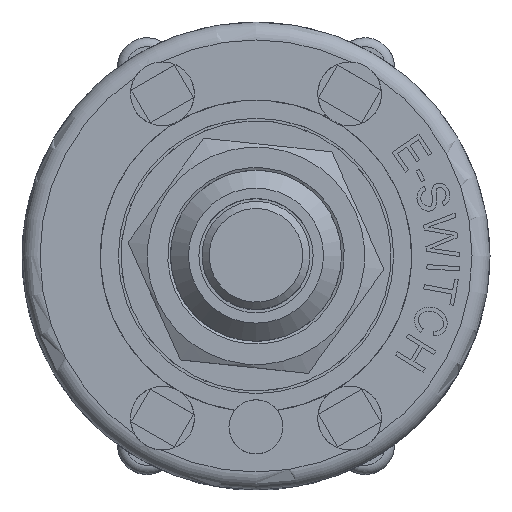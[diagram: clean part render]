
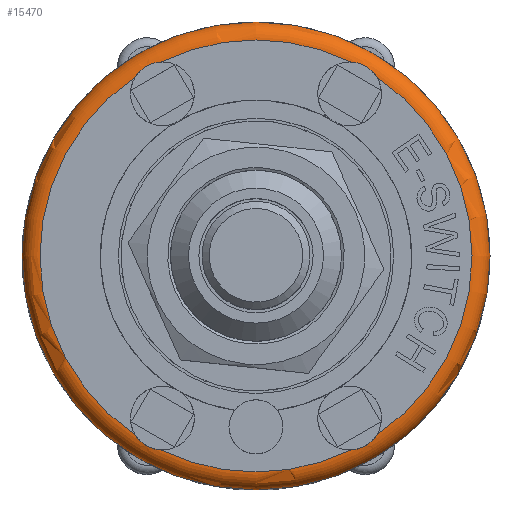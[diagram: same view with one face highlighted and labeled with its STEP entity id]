
A CAD part, top view. The second image highlights one B-rep face of the part: STEP entity #15470.
In plain terms, the highlighted toroidal (fillet/blend) face has major radius 12 mm and minor radius 1 mm.
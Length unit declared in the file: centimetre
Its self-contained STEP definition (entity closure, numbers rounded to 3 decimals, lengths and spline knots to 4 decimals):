
#28=TOROIDAL_SURFACE('',#16339,1.2,0.1);
#683=B_SPLINE_CURVE_WITH_KNOTS('',3,(#26500,#26501,#26502,#26503,#26504,
#26505,#26506,#26507,#26508,#26509,#26510,#26511),.UNSPECIFIED.,.F.,.F.,
(4,2,2,2,2,4),(-0.2692,-0.2446,-0.216,
-0.1921,-0.1645,-0.1357),.UNSPECIFIED.);
#684=B_SPLINE_CURVE_WITH_KNOTS('',3,(#26523,#26524,#26525,#26526,#26527,
#26528,#26529,#26530,#26531,#26532,#26533,#26534),.UNSPECIFIED.,.F.,.F.,
(4,2,2,2,2,4),(-0.2692,-0.2446,-0.216,
-0.1921,-0.1645,-0.1357),.UNSPECIFIED.);
#685=B_SPLINE_CURVE_WITH_KNOTS('',3,(#26551,#26552,#26553,#26554,#26555,
#26556,#26557,#26558,#26559,#26560,#26561,#26562),.UNSPECIFIED.,.F.,.F.,
(4,2,2,2,2,4),(-0.2692,-0.2446,-0.216,
-0.1921,-0.1645,-0.1357),.UNSPECIFIED.);
#686=B_SPLINE_CURVE_WITH_KNOTS('',3,(#26584,#26585,#26586,#26587,#26588,
#26589,#26590,#26591,#26592,#26593,#26594,#26595),.UNSPECIFIED.,.F.,.F.,
(4,2,2,2,2,4),(-0.2692,-0.2446,-0.216,
-0.1921,-0.1645,-0.1357),.UNSPECIFIED.);
#949=CIRCLE('',#16292,1.3);
#976=CIRCLE('',#16340,0.1);
#977=CIRCLE('',#16341,1.2);
#978=CIRCLE('',#16342,1.2);
#979=CIRCLE('',#16343,1.2);
#980=CIRCLE('',#16344,1.2);
#981=CIRCLE('',#16345,1.2);
#1769=FACE_OUTER_BOUND('',#2688,.T.);
#2688=EDGE_LOOP('',(#13742,#13743,#13744,#13745,#13746,#13747,#13748,#13749,
#13750,#13751,#13752,#13753));
#7378=VERTEX_POINT('',#26462);
#7386=VERTEX_POINT('',#26498);
#7387=VERTEX_POINT('',#26499);
#7390=VERTEX_POINT('',#26521);
#7391=VERTEX_POINT('',#26522);
#7396=VERTEX_POINT('',#26549);
#7397=VERTEX_POINT('',#26550);
#7404=VERTEX_POINT('',#26582);
#7405=VERTEX_POINT('',#26583);
#7408=VERTEX_POINT('',#26605);
#9540=EDGE_CURVE('',#7378,#7378,#949,.T.);
#9558=EDGE_CURVE('',#7386,#7387,#683,.T.);
#9564=EDGE_CURVE('',#7390,#7391,#684,.T.);
#9572=EDGE_CURVE('',#7396,#7397,#685,.T.);
#9582=EDGE_CURVE('',#7404,#7405,#686,.T.);
#9588=EDGE_CURVE('',#7378,#7408,#976,.T.);
#9589=EDGE_CURVE('',#7408,#7396,#977,.T.);
#9590=EDGE_CURVE('',#7397,#7390,#978,.T.);
#9591=EDGE_CURVE('',#7391,#7386,#979,.T.);
#9592=EDGE_CURVE('',#7387,#7404,#980,.T.);
#9593=EDGE_CURVE('',#7405,#7408,#981,.T.);
#13742=ORIENTED_EDGE('',*,*,#9540,.T.);
#13743=ORIENTED_EDGE('',*,*,#9588,.T.);
#13744=ORIENTED_EDGE('',*,*,#9589,.T.);
#13745=ORIENTED_EDGE('',*,*,#9572,.T.);
#13746=ORIENTED_EDGE('',*,*,#9590,.T.);
#13747=ORIENTED_EDGE('',*,*,#9564,.T.);
#13748=ORIENTED_EDGE('',*,*,#9591,.T.);
#13749=ORIENTED_EDGE('',*,*,#9558,.T.);
#13750=ORIENTED_EDGE('',*,*,#9592,.T.);
#13751=ORIENTED_EDGE('',*,*,#9582,.T.);
#13752=ORIENTED_EDGE('',*,*,#9593,.T.);
#13753=ORIENTED_EDGE('',*,*,#9588,.F.);
#15470=ADVANCED_FACE('',(#1769),#28,.T.);
#16292=AXIS2_PLACEMENT_3D('',#26463,#19471,#19472);
#16339=AXIS2_PLACEMENT_3D('',#26604,#19582,#19583);
#16340=AXIS2_PLACEMENT_3D('',#26606,#19584,#19585);
#16341=AXIS2_PLACEMENT_3D('',#26607,#19586,#19587);
#16342=AXIS2_PLACEMENT_3D('',#26608,#19588,#19589);
#16343=AXIS2_PLACEMENT_3D('',#26609,#19590,#19591);
#16344=AXIS2_PLACEMENT_3D('',#26610,#19592,#19593);
#16345=AXIS2_PLACEMENT_3D('',#26611,#19594,#19595);
#19471=DIRECTION('center_axis',(0.,0.,1.));
#19472=DIRECTION('ref_axis',(-1.,0.,0.));
#19582=DIRECTION('center_axis',(0.,0.,-1.));
#19583=DIRECTION('ref_axis',(-1.,0.,0.));
#19584=DIRECTION('center_axis',(0.,-1.,0.));
#19585=DIRECTION('ref_axis',(1.,0.,0.));
#19586=DIRECTION('center_axis',(0.,0.,-1.));
#19587=DIRECTION('ref_axis',(-1.,0.,0.));
#19588=DIRECTION('center_axis',(0.,0.,-1.));
#19589=DIRECTION('ref_axis',(-1.,0.,0.));
#19590=DIRECTION('center_axis',(0.,0.,-1.));
#19591=DIRECTION('ref_axis',(-1.,0.,0.));
#19592=DIRECTION('center_axis',(0.,0.,-1.));
#19593=DIRECTION('ref_axis',(-1.,0.,0.));
#19594=DIRECTION('center_axis',(0.,0.,-1.));
#19595=DIRECTION('ref_axis',(-1.,0.,0.));
#26462=CARTESIAN_POINT('',(1.3,0.,0.95));
#26463=CARTESIAN_POINT('Origin',(0.,0.,0.95));
#26498=CARTESIAN_POINT('',(-0.67,0.9955,1.05));
#26499=CARTESIAN_POINT('',(-0.5271,1.078,1.05));
#26500=CARTESIAN_POINT('Ctrl Pts',(-0.67,0.9955,
1.05));
#26501=CARTESIAN_POINT('Ctrl Pts',(-0.6646,1.0041,
1.05));
#26502=CARTESIAN_POINT('Ctrl Pts',(-0.6583,1.0124,
1.0498));
#26503=CARTESIAN_POINT('Ctrl Pts',(-0.6428,1.0294,
1.0491));
#26504=CARTESIAN_POINT('Ctrl Pts',(-0.6335,1.0377,
1.0488));
#26505=CARTESIAN_POINT('Ctrl Pts',(-0.615,1.051,1.0484));
#26506=CARTESIAN_POINT('Ctrl Pts',(-0.6061,1.0563,
1.0484));
#26507=CARTESIAN_POINT('Ctrl Pts',(-0.5859,1.0659,1.0487));
#26508=CARTESIAN_POINT('Ctrl Pts',(-0.5747,1.07,1.049));
#26509=CARTESIAN_POINT('Ctrl Pts',(-0.551,1.0759,1.0497));
#26510=CARTESIAN_POINT('Ctrl Pts',(-0.539,1.0775,
1.05));
#26511=CARTESIAN_POINT('Ctrl Pts',(-0.5271,1.078,
1.05));
#26521=CARTESIAN_POINT('',(-0.5271,-1.078,1.05));
#26522=CARTESIAN_POINT('',(-0.67,-0.9955,1.05));
#26523=CARTESIAN_POINT('Ctrl Pts',(-0.5271,-1.078,
1.05));
#26524=CARTESIAN_POINT('Ctrl Pts',(-0.5373,-1.0776,
1.05));
#26525=CARTESIAN_POINT('Ctrl Pts',(-0.5476,-1.0763,
1.0498));
#26526=CARTESIAN_POINT('Ctrl Pts',(-0.5701,-1.0714,1.0491));
#26527=CARTESIAN_POINT('Ctrl Pts',(-0.5819,-1.0675,
1.0488));
#26528=CARTESIAN_POINT('Ctrl Pts',(-0.6027,-1.0581,
1.0484));
#26529=CARTESIAN_POINT('Ctrl Pts',(-0.6117,-1.053,
1.0484));
#26530=CARTESIAN_POINT('Ctrl Pts',(-0.6301,-1.0404,
1.0487));
#26531=CARTESIAN_POINT('Ctrl Pts',(-0.6393,-1.0327,
1.049));
#26532=CARTESIAN_POINT('Ctrl Pts',(-0.6562,-1.0151,
1.0497));
#26533=CARTESIAN_POINT('Ctrl Pts',(-0.6637,-1.0055,
1.05));
#26534=CARTESIAN_POINT('Ctrl Pts',(-0.67,-0.9955,
1.05));
#26549=CARTESIAN_POINT('',(0.67,-0.9955,1.05));
#26550=CARTESIAN_POINT('',(0.5271,-1.078,1.05));
#26551=CARTESIAN_POINT('Ctrl Pts',(0.67,-0.9955,
1.05));
#26552=CARTESIAN_POINT('Ctrl Pts',(0.6646,-1.0041,
1.05));
#26553=CARTESIAN_POINT('Ctrl Pts',(0.6583,-1.0124,
1.0498));
#26554=CARTESIAN_POINT('Ctrl Pts',(0.6428,-1.0294,
1.0491));
#26555=CARTESIAN_POINT('Ctrl Pts',(0.6335,-1.0377,
1.0488));
#26556=CARTESIAN_POINT('Ctrl Pts',(0.615,-1.051,
1.0484));
#26557=CARTESIAN_POINT('Ctrl Pts',(0.6061,-1.0563,
1.0484));
#26558=CARTESIAN_POINT('Ctrl Pts',(0.5859,-1.0659,1.0487));
#26559=CARTESIAN_POINT('Ctrl Pts',(0.5747,-1.07,1.049));
#26560=CARTESIAN_POINT('Ctrl Pts',(0.551,-1.0759,
1.0497));
#26561=CARTESIAN_POINT('Ctrl Pts',(0.539,-1.0775,
1.05));
#26562=CARTESIAN_POINT('Ctrl Pts',(0.5271,-1.078,
1.05));
#26582=CARTESIAN_POINT('',(0.5271,1.078,1.05));
#26583=CARTESIAN_POINT('',(0.67,0.9955,1.05));
#26584=CARTESIAN_POINT('Ctrl Pts',(0.5271,1.078,1.05));
#26585=CARTESIAN_POINT('Ctrl Pts',(0.5373,1.0776,1.05));
#26586=CARTESIAN_POINT('Ctrl Pts',(0.5476,1.0763,1.0498));
#26587=CARTESIAN_POINT('Ctrl Pts',(0.5701,1.0714,1.0491));
#26588=CARTESIAN_POINT('Ctrl Pts',(0.5819,1.0675,1.0488));
#26589=CARTESIAN_POINT('Ctrl Pts',(0.6027,1.0581,1.0484));
#26590=CARTESIAN_POINT('Ctrl Pts',(0.6117,1.053,1.0484));
#26591=CARTESIAN_POINT('Ctrl Pts',(0.6301,1.0404,1.0487));
#26592=CARTESIAN_POINT('Ctrl Pts',(0.6393,1.0327,1.049));
#26593=CARTESIAN_POINT('Ctrl Pts',(0.6562,1.0151,1.0497));
#26594=CARTESIAN_POINT('Ctrl Pts',(0.6637,1.0055,1.05));
#26595=CARTESIAN_POINT('Ctrl Pts',(0.67,0.9955,
1.05));
#26604=CARTESIAN_POINT('Origin',(0.,0.,0.95));
#26605=CARTESIAN_POINT('',(1.2,0.,1.05));
#26606=CARTESIAN_POINT('Origin',(1.2,0.,0.95));
#26607=CARTESIAN_POINT('Origin',(0.,0.,1.05));
#26608=CARTESIAN_POINT('Origin',(0.,0.,1.05));
#26609=CARTESIAN_POINT('Origin',(0.,0.,1.05));
#26610=CARTESIAN_POINT('Origin',(0.,0.,1.05));
#26611=CARTESIAN_POINT('Origin',(0.,0.,1.05));
